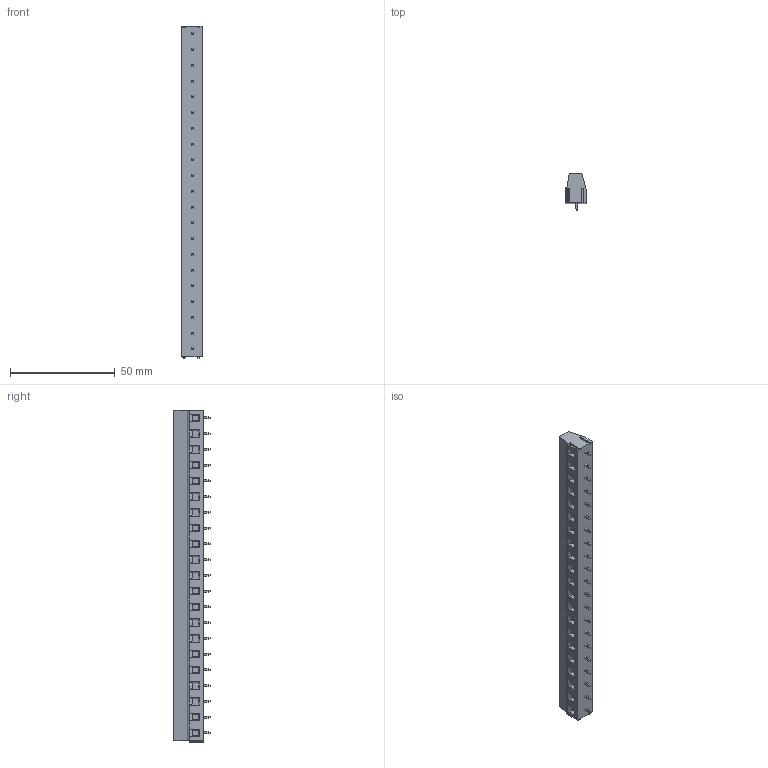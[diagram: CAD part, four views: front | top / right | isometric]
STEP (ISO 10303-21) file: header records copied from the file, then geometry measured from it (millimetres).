
FILE_DESCRIPTION((''),'2;1');
FILE_NAME('PRT0053','2024-12-06T',('yanfa'),(''),'PRO/ENGINEER BY PARAMETRIC TECHNOLOGY CORPORATION, 2009280','PRO/ENGINEER BY PARAMETRIC TECHNOLOGY CORPORATION, 2009280','');
FILE_SCHEMA(('AUTOMOTIVE_DESIGN_CC2 { 1 2 10303 214 -1 1 5 2 }'));
Length unit declared in the file: millimetre
Products named in the file (1): PRT0053
Bounding box: 10.2 x 17.3 x 158.1 mm (x, y, z)
Volume: 18744.1 mm3; surface area: 8694.3 mm2
Topology: 1 solids, 1 shells, 961 faces, 2457 edges, 1540 vertices
Faces by surface type: plane 654, cylinder 181, cone 84, torus 42
Entity records: 28757 total; most frequent: CARTESIAN_POINT 5294, ORIENTED_EDGE 4914, DIRECTION 4783, EDGE_CURVE 2457, VECTOR 1885, LINE 1885, VERTEX_POINT 1540, AXIS2_PLACEMENT_3D 1449
